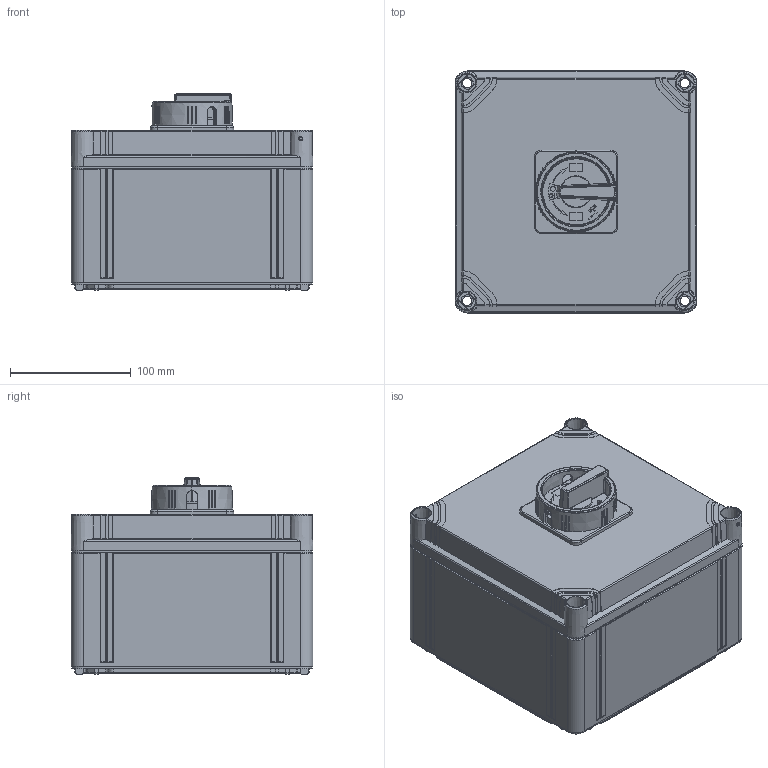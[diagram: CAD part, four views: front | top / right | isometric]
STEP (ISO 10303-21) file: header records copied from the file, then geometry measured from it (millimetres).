
FILE_DESCRIPTION (( 'STEP AP214' ), '1' );
FILE_NAME ('ML1-040-V-E02R.step', '2020-05-11T19:43:07', ( '' ), ( '' ), 'SwSTEP 2.0', 'SolidWorks 2019', '' );
FILE_SCHEMA (( 'AUTOMOTIVE_DESIGN' ));
Length unit declared in the file: inch
Products named in the file (2): ML1-040-V-E02R
Bounding box: 200 x 200 x 162.2 mm (x, y, z)
Volume: 1824005.8 mm3; surface area: 473082.2 mm2
Topology: 3 solids, 3 shells, 3426 faces, 8841 edges, 5491 vertices
Faces by surface type: plane 1296, bspline 742, cylinder 641, cone 561, torus 185, sphere 1
Entity records: 161444 total; most frequent: CARTESIAN_POINT 58318, ORIENTED_EDGE 17632, DIRECTION 14045, EDGE_CURVE 8816, VERTEX_POINT 5491, AXIS2_PLACEMENT_3D 4995, LINE 4055, VECTOR 4055
